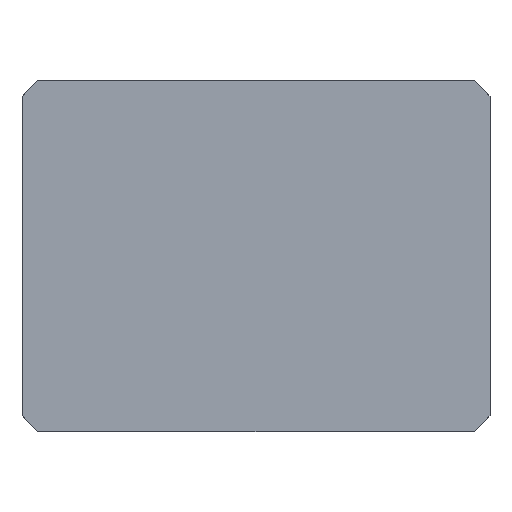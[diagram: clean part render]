
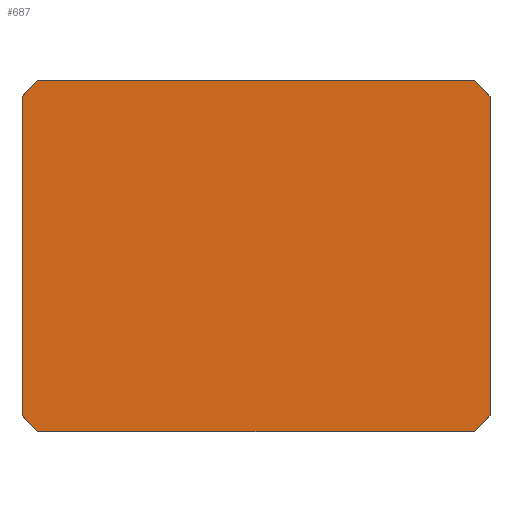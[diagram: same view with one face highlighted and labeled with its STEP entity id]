
A CAD part, left-side view. The second image highlights one B-rep face of the part: STEP entity #687.
In plain terms, the highlighted planar face has unit normal (-1, 0, 0).
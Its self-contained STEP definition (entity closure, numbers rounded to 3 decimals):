
#76=FACE_OUTER_BOUND('',#119,.T.);
#119=EDGE_LOOP('',(#538,#539,#540,#541,#542,#543,#544,#545));
#182=LINE('',#1078,#259);
#183=LINE('',#1080,#260);
#184=LINE('',#1082,#261);
#185=LINE('',#1084,#262);
#186=LINE('',#1086,#263);
#187=LINE('',#1088,#264);
#188=LINE('',#1090,#265);
#189=LINE('',#1091,#266);
#259=VECTOR('',#886,2.828);
#260=VECTOR('',#887,56.);
#261=VECTOR('',#888,2.828);
#262=VECTOR('',#889,41.);
#263=VECTOR('',#890,2.828);
#264=VECTOR('',#891,56.);
#265=VECTOR('',#892,2.828);
#266=VECTOR('',#893,41.);
#326=VERTEX_POINT('',#1076);
#327=VERTEX_POINT('',#1077);
#328=VERTEX_POINT('',#1079);
#329=VERTEX_POINT('',#1081);
#330=VERTEX_POINT('',#1083);
#331=VERTEX_POINT('',#1085);
#332=VERTEX_POINT('',#1087);
#333=VERTEX_POINT('',#1089);
#402=EDGE_CURVE('',#326,#327,#182,.T.);
#403=EDGE_CURVE('',#328,#327,#183,.T.);
#404=EDGE_CURVE('',#328,#329,#184,.T.);
#405=EDGE_CURVE('',#330,#329,#185,.T.);
#406=EDGE_CURVE('',#330,#331,#186,.T.);
#407=EDGE_CURVE('',#332,#331,#187,.T.);
#408=EDGE_CURVE('',#332,#333,#188,.T.);
#409=EDGE_CURVE('',#326,#333,#189,.T.);
#538=ORIENTED_EDGE('',*,*,#402,.T.);
#539=ORIENTED_EDGE('',*,*,#403,.F.);
#540=ORIENTED_EDGE('',*,*,#404,.T.);
#541=ORIENTED_EDGE('',*,*,#405,.F.);
#542=ORIENTED_EDGE('',*,*,#406,.T.);
#543=ORIENTED_EDGE('',*,*,#407,.F.);
#544=ORIENTED_EDGE('',*,*,#408,.T.);
#545=ORIENTED_EDGE('',*,*,#409,.F.);
#650=PLANE('',#762);
#687=ADVANCED_FACE('',(#76),#650,.F.);
#762=AXIS2_PLACEMENT_3D('',#1075,#884,#885);
#884=DIRECTION('center_axis',(1.,0.,0.));
#885=DIRECTION('ref_axis',(0.,1.,0.));
#886=DIRECTION('',(0.,0.707,0.707));
#887=DIRECTION('',(0.,-1.,0.));
#888=DIRECTION('',(0.,0.707,-0.707));
#889=DIRECTION('',(0.,0.,1.));
#890=DIRECTION('',(0.,-0.707,-0.707));
#891=DIRECTION('',(0.,1.,0.));
#892=DIRECTION('',(0.,-0.707,0.707));
#893=DIRECTION('',(0.,0.,-1.));
#1075=CARTESIAN_POINT('Origin',(0.,-15.533,-9.533));
#1076=CARTESIAN_POINT('',(0.,-45.533,10.967));
#1077=CARTESIAN_POINT('',(0.,-43.533,12.967));
#1078=CARTESIAN_POINT('',(0.,-45.533,10.967));
#1079=CARTESIAN_POINT('',(0.,12.467,12.967));
#1080=CARTESIAN_POINT('',(0.,12.467,12.967));
#1081=CARTESIAN_POINT('',(0.,14.467,10.967));
#1082=CARTESIAN_POINT('',(0.,12.467,12.967));
#1083=CARTESIAN_POINT('',(0.,14.467,-30.033));
#1084=CARTESIAN_POINT('',(0.,14.467,-30.033));
#1085=CARTESIAN_POINT('',(0.,12.467,-32.033));
#1086=CARTESIAN_POINT('',(0.,14.467,-30.033));
#1087=CARTESIAN_POINT('',(0.,-43.533,-32.033));
#1088=CARTESIAN_POINT('',(0.,-43.533,-32.033));
#1089=CARTESIAN_POINT('',(0.,-45.533,-30.033));
#1090=CARTESIAN_POINT('',(0.,-43.533,-32.033));
#1091=CARTESIAN_POINT('',(0.,-45.533,10.967));
